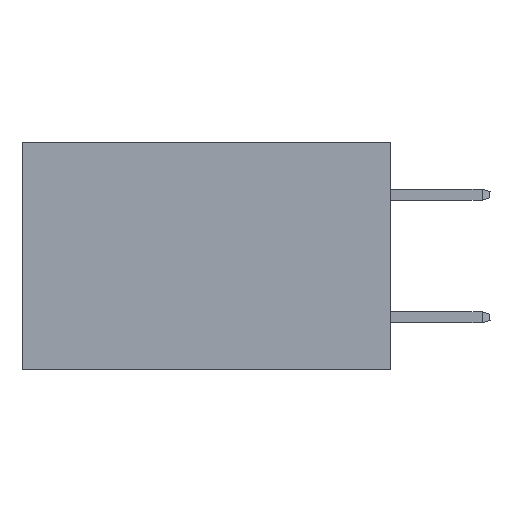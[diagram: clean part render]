
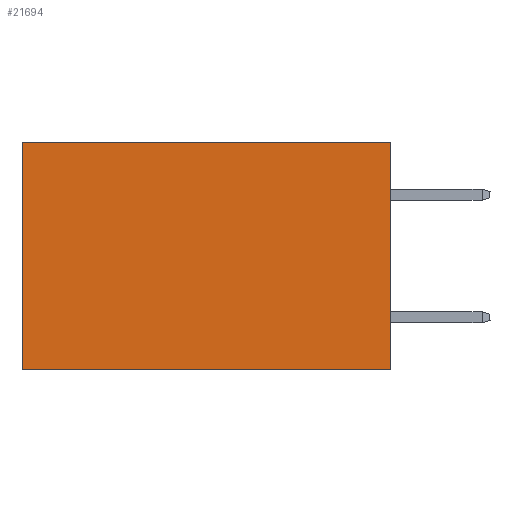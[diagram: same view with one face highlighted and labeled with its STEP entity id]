
A CAD part, left-side view. The second image highlights one B-rep face of the part: STEP entity #21694.
In plain terms, the highlighted planar face has unit normal (-1, 0, 0).
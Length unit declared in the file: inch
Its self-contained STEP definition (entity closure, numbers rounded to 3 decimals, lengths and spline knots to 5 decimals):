
#940 = CARTESIAN_POINT ( 'NONE',  ( 0.2875, 0., -0.37 ) ) ;
#1367 = CARTESIAN_POINT ( 'NONE',  ( 0.2875, 0., 0. ) ) ;
#2124 = EDGE_CURVE ( 'NONE', #14823, #14628, #20976, .T. ) ;
#2394 = CARTESIAN_POINT ( 'NONE',  ( 0.2875, 0.6, -0.37 ) ) ;
#2734 = CARTESIAN_POINT ( 'NONE',  ( 0.2875, 0., 0. ) ) ;
#3127 = VERTEX_POINT ( 'NONE', #940 ) ;
#3194 = CARTESIAN_POINT ( 'NONE',  ( 0.2875, 0., -0.37 ) ) ;
#3642 = CARTESIAN_POINT ( 'NONE',  ( 0.2875, 0., 0. ) ) ;
#5208 = EDGE_LOOP ( 'NONE', ( #35049, #36154, #9985, #29200 ) ) ;
#5292 = CARTESIAN_POINT ( 'NONE',  ( 0.2875, 0., 0. ) ) ;
#7403 = LINE ( 'NONE', #9195, #23325 ) ;
#8697 = VECTOR ( 'NONE', #26666, 39.37008 ) ;
#9195 = CARTESIAN_POINT ( 'NONE',  ( 0.2875, 0.6, 0. ) ) ;
#9684 = AXIS2_PLACEMENT_3D ( 'NONE', #1367, #10094, #35285 ) ;
#9927 = VECTOR ( 'NONE', #22175, 39.37008 ) ;
#9985 = ORIENTED_EDGE ( 'NONE', *, *, #35523, .F. ) ;
#10094 = DIRECTION ( 'NONE',  ( 1., 0., 0. ) ) ;
#10181 = VECTOR ( 'NONE', #20424, 39.37008 ) ;
#10218 = PLANE ( 'NONE',  #9684 ) ;
#14628 = VERTEX_POINT ( 'NONE', #16331 ) ;
#14823 = VERTEX_POINT ( 'NONE', #5292 ) ;
#15282 = VERTEX_POINT ( 'NONE', #2394 ) ;
#16331 = CARTESIAN_POINT ( 'NONE',  ( 0.2875, 0.6, 0. ) ) ;
#17386 = FACE_OUTER_BOUND ( 'NONE', #5208, .T. ) ;
#17671 = DIRECTION ( 'NONE',  ( 0., 0., -1. ) ) ;
#20424 = DIRECTION ( 'NONE',  ( 0., 1., 0. ) ) ;
#20976 = LINE ( 'NONE', #2734, #9927 ) ;
#21694 = ADVANCED_FACE ( 'NONE', ( #17386 ), #10218, .F. ) ;
#22175 = DIRECTION ( 'NONE',  ( 0., 1., 0. ) ) ;
#23325 = VECTOR ( 'NONE', #17671, 39.37008 ) ;
#23727 = LINE ( 'NONE', #3642, #8697 ) ;
#26666 = DIRECTION ( 'NONE',  ( 0., 0., -1. ) ) ;
#29200 = ORIENTED_EDGE ( 'NONE', *, *, #2124, .T. ) ;
#29448 = EDGE_CURVE ( 'NONE', #3127, #15282, #30030, .T. ) ;
#30030 = LINE ( 'NONE', #3194, #10181 ) ;
#34976 = EDGE_CURVE ( 'NONE', #14628, #15282, #7403, .T. ) ;
#35049 = ORIENTED_EDGE ( 'NONE', *, *, #34976, .T. ) ;
#35285 = DIRECTION ( 'NONE',  ( 0., 0., -1. ) ) ;
#35523 = EDGE_CURVE ( 'NONE', #14823, #3127, #23727, .T. ) ;
#36154 = ORIENTED_EDGE ( 'NONE', *, *, #29448, .F. ) ;
